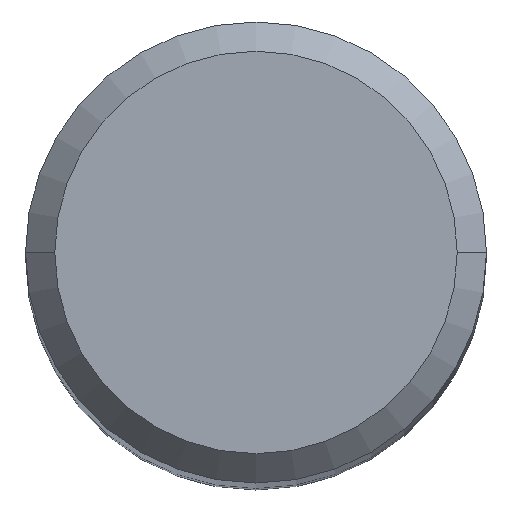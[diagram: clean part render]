
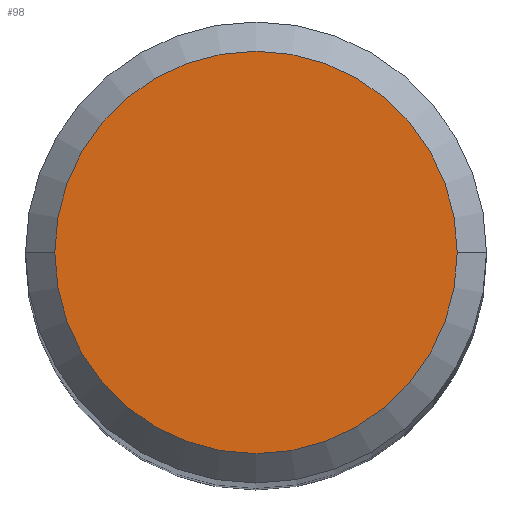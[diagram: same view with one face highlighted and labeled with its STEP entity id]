
A CAD part, top view. The second image highlights one B-rep face of the part: STEP entity #98.
In plain terms, the highlighted planar face has unit normal (0, 0, 1).
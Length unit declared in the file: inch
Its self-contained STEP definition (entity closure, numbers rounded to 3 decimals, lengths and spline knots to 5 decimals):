
#1 = CIRCLE ( 'NONE', #158, 0.10311 ) ;
#22 = CARTESIAN_POINT ( 'NONE',  ( -0.10311, 0., 2.24409 ) ) ;
#23 = AXIS2_PLACEMENT_3D ( 'NONE', #169, #137, #321 ) ;
#50 = EDGE_CURVE ( 'NONE', #180, #311, #273, .T. ) ;
#83 = EDGE_LOOP ( 'NONE', ( #95, #306 ) ) ;
#95 = ORIENTED_EDGE ( 'NONE', *, *, #50, .T. ) ;
#98 = ADVANCED_FACE ( 'NONE', ( #244 ), #141, .T. ) ;
#114 = DIRECTION ( 'NONE',  ( 0., 0., 1. ) ) ;
#116 = AXIS2_PLACEMENT_3D ( 'NONE', #138, #114, #247 ) ;
#123 = CARTESIAN_POINT ( 'NONE',  ( 0.10311, 0., 2.24409 ) ) ;
#137 = DIRECTION ( 'NONE',  ( 0., 0., 1. ) ) ;
#138 = CARTESIAN_POINT ( 'NONE',  ( 0., 0., 2.24409 ) ) ;
#141 = PLANE ( 'NONE',  #116 ) ;
#158 = AXIS2_PLACEMENT_3D ( 'NONE', #304, #224, #173 ) ;
#169 = CARTESIAN_POINT ( 'NONE',  ( 0., 0., 2.24409 ) ) ;
#173 = DIRECTION ( 'NONE',  ( 1., 0., 0. ) ) ;
#180 = VERTEX_POINT ( 'NONE', #22 ) ;
#224 = DIRECTION ( 'NONE',  ( 0., 0., 1. ) ) ;
#226 = EDGE_CURVE ( 'NONE', #311, #180, #1, .T. ) ;
#244 = FACE_OUTER_BOUND ( 'NONE', #83, .T. ) ;
#247 = DIRECTION ( 'NONE',  ( 1., 0., 0. ) ) ;
#273 = CIRCLE ( 'NONE', #23, 0.10311 ) ;
#304 = CARTESIAN_POINT ( 'NONE',  ( 0., 0., 2.24409 ) ) ;
#306 = ORIENTED_EDGE ( 'NONE', *, *, #226, .T. ) ;
#311 = VERTEX_POINT ( 'NONE', #123 ) ;
#321 = DIRECTION ( 'NONE',  ( 1., 0., 0. ) ) ;
